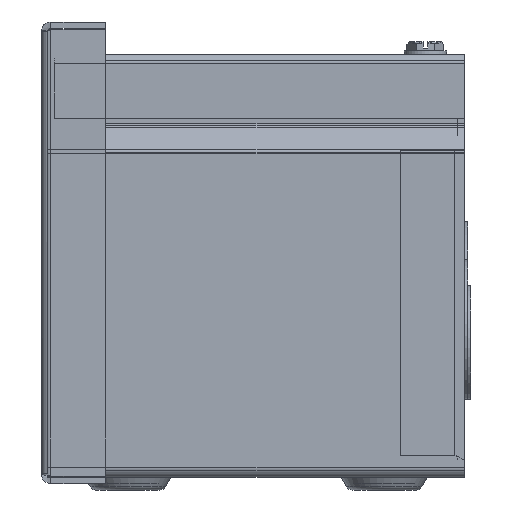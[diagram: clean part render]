
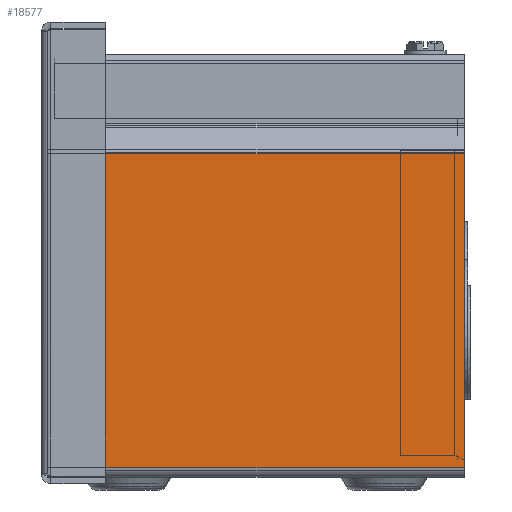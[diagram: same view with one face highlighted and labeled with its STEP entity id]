
A CAD part, left-side view. The second image highlights one B-rep face of the part: STEP entity #18577.
In plain terms, the highlighted planar face has unit normal (-1, 0, 0).
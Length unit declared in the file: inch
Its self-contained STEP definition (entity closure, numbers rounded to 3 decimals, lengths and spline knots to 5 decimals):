
#986=LINE('',#26943,#2464);
#989=LINE('',#26949,#2467);
#997=LINE('',#26972,#2475);
#998=LINE('',#26976,#2476);
#2464=VECTOR('',#21787,4.0625);
#2467=VECTOR('',#21792,3.06099);
#2475=VECTOR('',#21824,4.0625);
#2476=VECTOR('',#21831,3.06099);
#3921=PLANE('',#19749);
#4653=FACE_OUTER_BOUND('',#5759,.T.);
#5759=EDGE_LOOP('',(#12209,#12210,#12211,#12212));
#7725=VERTEX_POINT('',#26931);
#7726=VERTEX_POINT('',#26935);
#7728=VERTEX_POINT('',#26947);
#7731=VERTEX_POINT('',#26971);
#9421=EDGE_CURVE('',#7725,#7726,#986,.T.);
#9424=EDGE_CURVE('',#7728,#7726,#989,.T.);
#9436=EDGE_CURVE('',#7728,#7731,#997,.T.);
#9439=EDGE_CURVE('',#7725,#7731,#998,.T.);
#12209=ORIENTED_EDGE('',*,*,#9421,.T.);
#12210=ORIENTED_EDGE('',*,*,#9424,.F.);
#12211=ORIENTED_EDGE('',*,*,#9436,.T.);
#12212=ORIENTED_EDGE('',*,*,#9439,.F.);
#18577=ADVANCED_FACE('',(#4653),#3921,.F.);
#19749=AXIS2_PLACEMENT_3D('',#26984,#21843,#21844);
#21787=DIRECTION('',(0.,1.,0.));
#21792=DIRECTION('',(0.,0.,1.));
#21824=DIRECTION('',(0.,-1.,0.));
#21831=DIRECTION('',(0.,0.,-1.));
#21843=DIRECTION('center_axis',(1.,0.,0.));
#21844=DIRECTION('ref_axis',(0.,0.,-1.));
#26931=CARTESIAN_POINT('',(-18.0625,-2.03125,3.15424));
#26935=CARTESIAN_POINT('',(-18.0625,2.03125,3.15424));
#26943=CARTESIAN_POINT('',(-18.0625,1.01563,3.15424));
#26947=CARTESIAN_POINT('',(-18.0625,2.03125,0.09325));
#26949=CARTESIAN_POINT('',(-18.0625,2.03125,0.09325));
#26971=CARTESIAN_POINT('',(-18.0625,-2.03125,0.09325));
#26972=CARTESIAN_POINT('',(-18.0625,0.,0.09325));
#26976=CARTESIAN_POINT('',(-18.0625,-2.03125,-0.04446));
#26984=CARTESIAN_POINT('Origin',(-18.0625,0.,1.5997));
